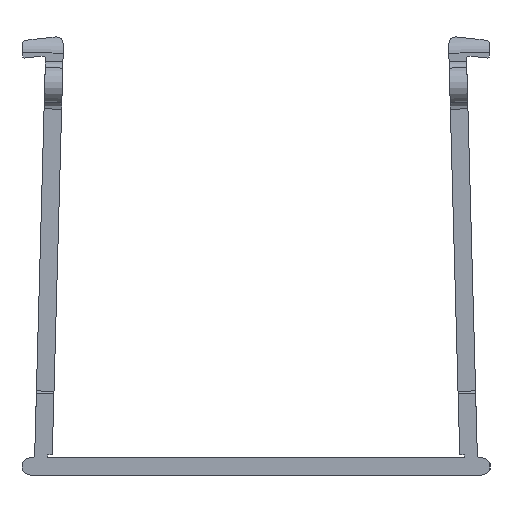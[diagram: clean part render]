
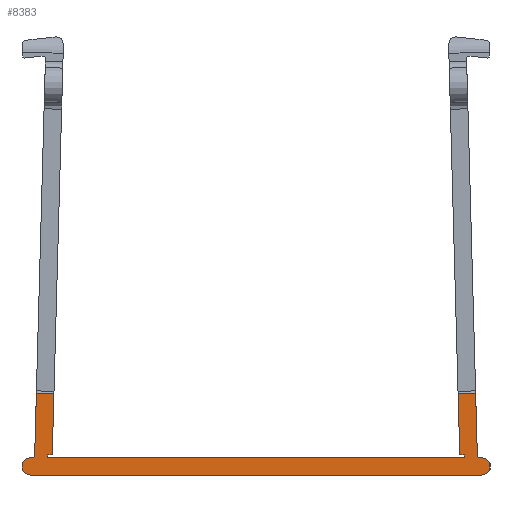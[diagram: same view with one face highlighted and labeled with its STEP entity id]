
A CAD part, left-side view. The second image highlights one B-rep face of the part: STEP entity #8383.
In plain terms, the highlighted planar face has unit normal (-1, 0, 0).
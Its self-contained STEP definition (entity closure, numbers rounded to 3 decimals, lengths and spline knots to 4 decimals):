
#3827=FACE_OUTER_BOUND('',#15081,.T.);
#8383=ADVANCED_FACE('',(#3827),#12937,.T.);
#12937=PLANE('',#91486);
#15081=EDGE_LOOP('',(#26256,#26257,#26258,#26259,#26260,#26261,#26262,#26263,
#26264,#26265,#26266,#26267,#26268,#26269,#26270,#26271,#26272,#26273));
#20748=CIRCLE('',#91482,0.01);
#20749=CIRCLE('',#91483,0.04);
#20750=CIRCLE('',#91484,0.04);
#20751=CIRCLE('',#91485,0.01);
#26256=ORIENTED_EDGE('',*,*,#61048,.F.);
#26257=ORIENTED_EDGE('',*,*,#62684,.T.);
#26258=ORIENTED_EDGE('',*,*,#62685,.T.);
#26259=ORIENTED_EDGE('',*,*,#62686,.F.);
#26260=ORIENTED_EDGE('',*,*,#62687,.F.);
#26261=ORIENTED_EDGE('',*,*,#62688,.T.);
#26262=ORIENTED_EDGE('',*,*,#60841,.T.);
#26263=ORIENTED_EDGE('',*,*,#62689,.T.);
#26264=ORIENTED_EDGE('',*,*,#62690,.F.);
#26265=ORIENTED_EDGE('',*,*,#62691,.T.);
#26266=ORIENTED_EDGE('',*,*,#62692,.F.);
#26267=ORIENTED_EDGE('',*,*,#62693,.T.);
#26268=ORIENTED_EDGE('',*,*,#62694,.T.);
#26269=ORIENTED_EDGE('',*,*,#62695,.F.);
#26270=ORIENTED_EDGE('',*,*,#62696,.T.);
#26271=ORIENTED_EDGE('',*,*,#60621,.F.);
#26272=ORIENTED_EDGE('',*,*,#62697,.F.);
#26273=ORIENTED_EDGE('',*,*,#62698,.T.);
#51510=VERTEX_POINT('',#126804);
#51513=VERTEX_POINT('',#126809);
#51730=VERTEX_POINT('',#127245);
#51733=VERTEX_POINT('',#127250);
#51940=VERTEX_POINT('',#127665);
#51941=VERTEX_POINT('',#127667);
#53572=VERTEX_POINT('',#131029);
#53573=VERTEX_POINT('',#131031);
#53574=VERTEX_POINT('',#131033);
#53575=VERTEX_POINT('',#131035);
#53576=VERTEX_POINT('',#131038);
#53577=VERTEX_POINT('',#131040);
#53578=VERTEX_POINT('',#131042);
#53579=VERTEX_POINT('',#131044);
#53580=VERTEX_POINT('',#131046);
#53581=VERTEX_POINT('',#131048);
#53582=VERTEX_POINT('',#131050);
#53583=VERTEX_POINT('',#131053);
#60621=EDGE_CURVE('',#51513,#51510,#74277,.T.);
#60841=EDGE_CURVE('',#51730,#51733,#74389,.T.);
#61048=EDGE_CURVE('',#51940,#51941,#74493,.T.);
#62684=EDGE_CURVE('',#51940,#53572,#75222,.T.);
#62685=EDGE_CURVE('',#53572,#53573,#75223,.T.);
#62686=EDGE_CURVE('',#53574,#53573,#20748,.T.);
#62687=EDGE_CURVE('',#53575,#53574,#75224,.T.);
#62688=EDGE_CURVE('',#53575,#51730,#20749,.T.);
#62689=EDGE_CURVE('',#51733,#53576,#20750,.T.);
#62690=EDGE_CURVE('',#53577,#53576,#75225,.T.);
#62691=EDGE_CURVE('',#53577,#53578,#20751,.T.);
#62692=EDGE_CURVE('',#53579,#53578,#75226,.T.);
#62693=EDGE_CURVE('',#53579,#53580,#75227,.T.);
#62694=EDGE_CURVE('',#53580,#53581,#75228,.T.);
#62695=EDGE_CURVE('',#53582,#53581,#75229,.T.);
#62696=EDGE_CURVE('',#53582,#51510,#75230,.T.);
#62697=EDGE_CURVE('',#53583,#51513,#75231,.T.);
#62698=EDGE_CURVE('',#53583,#51941,#75232,.T.);
#74277=LINE('',#126810,#82315);
#74389=LINE('',#127251,#82427);
#74493=LINE('',#127666,#82531);
#75222=LINE('',#131028,#83260);
#75223=LINE('',#131030,#83261);
#75224=LINE('',#131034,#83262);
#75225=LINE('',#131039,#83263);
#75226=LINE('',#131043,#83264);
#75227=LINE('',#131045,#83265);
#75228=LINE('',#131047,#83266);
#75229=LINE('',#131049,#83267);
#75230=LINE('',#131051,#83268);
#75231=LINE('',#131052,#83269);
#75232=LINE('',#131054,#83270);
#82315=VECTOR('',#99840,1.);
#82427=VECTOR('',#100170,1.);
#82531=VECTOR('',#100482,1.);
#83260=VECTOR('',#103027,1.);
#83261=VECTOR('',#103028,1.);
#83262=VECTOR('',#103031,1.);
#83263=VECTOR('',#103036,1.);
#83264=VECTOR('',#103039,1.);
#83265=VECTOR('',#103040,1.);
#83266=VECTOR('',#103041,1.);
#83267=VECTOR('',#103042,1.);
#83268=VECTOR('',#103043,1.);
#83269=VECTOR('',#103044,1.);
#83270=VECTOR('',#103045,1.);
#91482=AXIS2_PLACEMENT_3D('',#131032,#103029,#103030);
#91483=AXIS2_PLACEMENT_3D('',#131036,#103032,#103033);
#91484=AXIS2_PLACEMENT_3D('',#131037,#103034,#103035);
#91485=AXIS2_PLACEMENT_3D('',#131041,#103037,#103038);
#91486=AXIS2_PLACEMENT_3D('',#131055,#103046,#103047);
#99840=DIRECTION('',(0.,-1.,0.));
#100170=DIRECTION('',(0.,-1.,0.));
#100482=DIRECTION('',(0.,0.027,-1.));
#103027=DIRECTION('',(0.,1.,0.027));
#103028=DIRECTION('',(0.,0.027,-1.));
#103029=DIRECTION('',(-1.,0.,0.));
#103030=DIRECTION('',(0.,-0.998,-0.063));
#103031=DIRECTION('',(0.,-1.,0.));
#103032=DIRECTION('',(-1.,0.,0.));
#103033=DIRECTION('',(0.,-1.,0.));
#103034=DIRECTION('',(-1.,0.,0.));
#103035=DIRECTION('',(0.,-1.,0.));
#103036=DIRECTION('',(0.,-1.,0.));
#103037=DIRECTION('',(1.,0.,0.));
#103038=DIRECTION('',(0.,0.998,-0.063));
#103039=DIRECTION('',(0.,-0.027,-1.));
#103040=DIRECTION('',(0.,1.,-0.027));
#103041=DIRECTION('',(0.,-0.027,-1.));
#103042=DIRECTION('',(0.,1.,-0.027));
#103043=DIRECTION('',(0.,-0.027,-1.));
#103044=DIRECTION('',(0.,0.027,-1.));
#103045=DIRECTION('',(0.,-1.,-0.027));
#103046=DIRECTION('',(-1.,0.,0.));
#103047=DIRECTION('',(0.,0.,-1.));
#126804=CARTESIAN_POINT('',(-41.6639,40.4418,-25.3171));
#126809=CARTESIAN_POINT('',(-41.6639,42.338,-25.3171));
#126810=CARTESIAN_POINT('',(-41.6639,42.338,-25.3171));
#127245=CARTESIAN_POINT('',(-41.6639,42.4174,-25.3971));
#127250=CARTESIAN_POINT('',(-41.6639,40.3624,-25.3971));
#127251=CARTESIAN_POINT('',(-41.6639,42.4174,-25.3971));
#127665=CARTESIAN_POINT('',(-41.6639,42.3101,-25.0254));
#127666=CARTESIAN_POINT('',(-41.6639,42.2668,-23.4316));
#127667=CARTESIAN_POINT('',(-41.6639,42.3177,-25.3049));
#131028=CARTESIAN_POINT('',(-41.6639,40.3549,-25.0784));
#131029=CARTESIAN_POINT('',(-41.6639,42.3901,-25.0232));
#131030=CARTESIAN_POINT('',(-41.6639,42.3487,-23.4986));
#131031=CARTESIAN_POINT('',(-41.6639,42.3978,-25.3074));
#131032=CARTESIAN_POINT('',(-41.6639,42.4078,-25.3071));
#131033=CARTESIAN_POINT('',(-41.6639,42.4078,-25.3171));
#131034=CARTESIAN_POINT('',(-41.6639,42.4174,-25.3171));
#131035=CARTESIAN_POINT('',(-41.6639,42.4174,-25.3171));
#131036=CARTESIAN_POINT('',(-41.6639,42.4174,-25.3571));
#131037=CARTESIAN_POINT('',(-41.6639,40.3624,-25.3571));
#131038=CARTESIAN_POINT('',(-41.6639,40.3624,-25.3171));
#131039=CARTESIAN_POINT('',(-41.6639,40.3721,-25.3171));
#131040=CARTESIAN_POINT('',(-41.6639,40.3721,-25.3171));
#131041=CARTESIAN_POINT('',(-41.6639,40.3721,-25.3071));
#131042=CARTESIAN_POINT('',(-41.6639,40.3821,-25.3074));
#131043=CARTESIAN_POINT('',(-41.6639,40.4312,-23.4986));
#131044=CARTESIAN_POINT('',(-41.6639,40.3898,-25.0232));
#131045=CARTESIAN_POINT('',(-41.6639,40.3715,-25.0227));
#131046=CARTESIAN_POINT('',(-41.6639,40.4698,-25.0254));
#131047=CARTESIAN_POINT('',(-41.6639,40.513,-23.4316));
#131048=CARTESIAN_POINT('',(-41.6639,40.4622,-25.3049));
#131049=CARTESIAN_POINT('',(-41.6639,40.4422,-25.3043));
#131050=CARTESIAN_POINT('',(-41.6639,40.4422,-25.3043));
#131051=CARTESIAN_POINT('',(-41.6639,40.4422,-25.3043));
#131052=CARTESIAN_POINT('',(-41.6639,42.3377,-25.3043));
#131053=CARTESIAN_POINT('',(-41.6639,42.3377,-25.3043));
#131054=CARTESIAN_POINT('',(-41.6639,42.3377,-25.3043));
#131055=CARTESIAN_POINT('',(-41.6639,40.3624,-25.3571));
